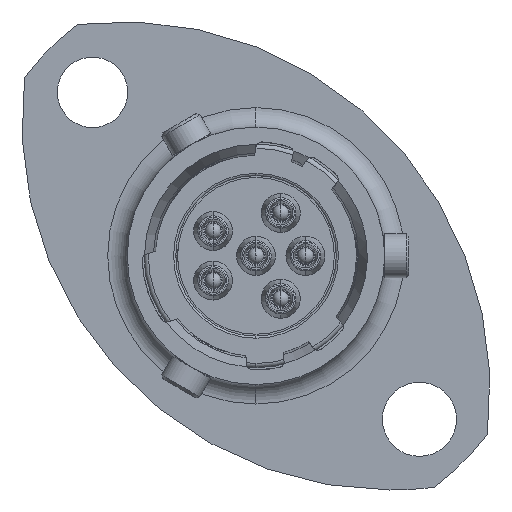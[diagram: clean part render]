
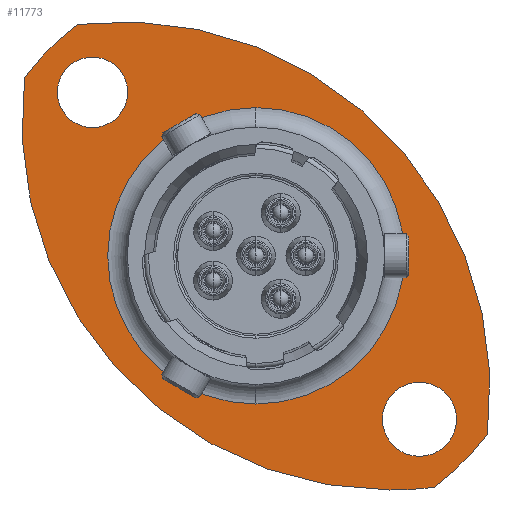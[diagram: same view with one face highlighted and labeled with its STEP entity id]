
A CAD part, left-side view. The second image highlights one B-rep face of the part: STEP entity #11773.
In plain terms, the highlighted planar face has unit normal (-1, 0, 0).
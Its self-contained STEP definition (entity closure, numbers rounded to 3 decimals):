
#35 = ORIENTED_EDGE ( 'NONE', *, *, #12797, .T. ) ;
#42 = CARTESIAN_POINT ( 'NONE',  ( 15.98, -8.248, -10.687 ) ) ;
#69 = DIRECTION ( 'NONE',  ( -1., 0., 0. ) ) ;
#173 = EDGE_CURVE ( 'NONE', #14622, #17966, #5647, .T. ) ;
#351 = CARTESIAN_POINT ( 'NONE',  ( 15.98, -6.187, 6.187 ) ) ;
#606 = DIRECTION ( 'NONE',  ( 0., 0., -1. ) ) ;
#793 = CIRCLE ( 'NONE', #12181, 13.5 ) ;
#1095 = CARTESIAN_POINT ( 'NONE',  ( 15.98, 7.548, 7.548 ) ) ;
#1260 = ORIENTED_EDGE ( 'NONE', *, *, #4714, .T. ) ;
#1417 = ORIENTED_EDGE ( 'NONE', *, *, #18160, .F. ) ;
#1787 = VERTEX_POINT ( 'NONE', #3941 ) ;
#1851 = DIRECTION ( 'NONE',  ( -1., 0., 0. ) ) ;
#2065 = VERTEX_POINT ( 'NONE', #10295 ) ;
#2150 = VERTEX_POINT ( 'NONE', #3974 ) ;
#2274 = CIRCLE ( 'NONE', #11509, 17. ) ;
#2629 = EDGE_CURVE ( 'NONE', #2150, #1787, #16773, .T. ) ;
#2865 = VERTEX_POINT ( 'NONE', #17653 ) ;
#2910 = PLANE ( 'NONE',  #13774 ) ;
#2973 = DIRECTION ( 'NONE',  ( 1., 0., 0. ) ) ;
#3062 = CARTESIAN_POINT ( 'NONE',  ( 15.98, 0., 0. ) ) ;
#3174 = DIRECTION ( 'NONE',  ( 0., 0., -1. ) ) ;
#3344 = DIRECTION ( 'NONE',  ( -1., 0., 0. ) ) ;
#3368 = EDGE_LOOP ( 'NONE', ( #8336, #35, #7305, #18789, #1260 ) ) ;
#3479 = DIRECTION ( 'NONE',  ( 0., 0., -1. ) ) ;
#3511 = FACE_BOUND ( 'NONE', #14297, .T. ) ;
#3643 = EDGE_LOOP ( 'NONE', ( #5933, #3918 ) ) ;
#3730 = EDGE_CURVE ( 'NONE', #1787, #2150, #8944, .T. ) ;
#3897 = VERTEX_POINT ( 'NONE', #6831 ) ;
#3918 = ORIENTED_EDGE ( 'NONE', *, *, #3730, .T. ) ;
#3941 = CARTESIAN_POINT ( 'NONE',  ( 15.98, 0., 6.845 ) ) ;
#3974 = CARTESIAN_POINT ( 'NONE',  ( 15.98, 0., -6.845 ) ) ;
#4057 = VERTEX_POINT ( 'NONE', #8643 ) ;
#4082 = EDGE_CURVE ( 'NONE', #2065, #5068, #2274, .T. ) ;
#4245 = DIRECTION ( 'NONE',  ( -1., 0., 0. ) ) ;
#4621 = CARTESIAN_POINT ( 'NONE',  ( 15.98, 7.548, 9.173 ) ) ;
#4635 = VERTEX_POINT ( 'NONE', #4621 ) ;
#4714 = EDGE_CURVE ( 'NONE', #5068, #14622, #793, .T. ) ;
#4717 = DIRECTION ( 'NONE',  ( 0., 0., 1. ) ) ;
#4954 = CIRCLE ( 'NONE', #15196, 17. ) ;
#5068 = VERTEX_POINT ( 'NONE', #14717 ) ;
#5647 = CIRCLE ( 'NONE', #10272, 17. ) ;
#5933 = ORIENTED_EDGE ( 'NONE', *, *, #2629, .T. ) ;
#6819 = CARTESIAN_POINT ( 'NONE',  ( 15.98, -6.187, -10.813 ) ) ;
#6831 = CARTESIAN_POINT ( 'NONE',  ( 15.98, -7.548, -9.26 ) ) ;
#6848 = FACE_OUTER_BOUND ( 'NONE', #3368, .T. ) ;
#6930 = DIRECTION ( 'NONE',  ( -1., 0., 0. ) ) ;
#7305 = ORIENTED_EDGE ( 'NONE', *, *, #7769, .T. ) ;
#7381 = DIRECTION ( 'NONE',  ( 0., 0., -1. ) ) ;
#7490 = AXIS2_PLACEMENT_3D ( 'NONE', #16495, #69, #4717 ) ;
#7531 = DIRECTION ( 'NONE',  ( -1., 0., 0. ) ) ;
#7549 = FACE_BOUND ( 'NONE', #8515, .T. ) ;
#7769 = EDGE_CURVE ( 'NONE', #9116, #2065, #17836, .T. ) ;
#8182 = ORIENTED_EDGE ( 'NONE', *, *, #14212, .F. ) ;
#8209 = CARTESIAN_POINT ( 'NONE',  ( 15.98, 0., 0. ) ) ;
#8336 = ORIENTED_EDGE ( 'NONE', *, *, #173, .T. ) ;
#8515 = EDGE_LOOP ( 'NONE', ( #1417, #8182 ) ) ;
#8643 = CARTESIAN_POINT ( 'NONE',  ( 15.98, 7.548, 5.923 ) ) ;
#8679 = DIRECTION ( 'NONE',  ( 0., 0., -1. ) ) ;
#8715 = CARTESIAN_POINT ( 'NONE',  ( 15.98, -7.548, -7.548 ) ) ;
#8944 = CIRCLE ( 'NONE', #13623, 6.845 ) ;
#8948 = EDGE_CURVE ( 'NONE', #4057, #4635, #18056, .T. ) ;
#9116 = VERTEX_POINT ( 'NONE', #42 ) ;
#9400 = AXIS2_PLACEMENT_3D ( 'NONE', #15875, #6930, #8679 ) ;
#9454 = EDGE_CURVE ( 'NONE', #4635, #4057, #11516, .T. ) ;
#9885 = FACE_BOUND ( 'NONE', #3643, .T. ) ;
#10150 = DIRECTION ( 'NONE',  ( 0., 0., -1. ) ) ;
#10272 = AXIS2_PLACEMENT_3D ( 'NONE', #13857, #3344, #3479 ) ;
#10295 = CARTESIAN_POINT ( 'NONE',  ( 15.98, -10.687, -8.248 ) ) ;
#10340 = DIRECTION ( 'NONE',  ( 1., 0., 0. ) ) ;
#10450 = DIRECTION ( 'NONE',  ( 0., 0., -1. ) ) ;
#11193 = CIRCLE ( 'NONE', #17881, 1.712 ) ;
#11349 = ORIENTED_EDGE ( 'NONE', *, *, #9454, .F. ) ;
#11509 = AXIS2_PLACEMENT_3D ( 'NONE', #16690, #15008, #15143 ) ;
#11516 = CIRCLE ( 'NONE', #9400, 1.625 ) ;
#11697 = CARTESIAN_POINT ( 'NONE',  ( 15.98, 10.687, 8.248 ) ) ;
#11773 = ADVANCED_FACE ( 'NONE', ( #9885, #7549, #3511, #6848 ), #2910, .F. ) ;
#11780 = DIRECTION ( 'NONE',  ( -1., 0., 0. ) ) ;
#11873 = CARTESIAN_POINT ( 'NONE',  ( 15.98, -7.548, -7.548 ) ) ;
#12181 = AXIS2_PLACEMENT_3D ( 'NONE', #3062, #7531, #19450 ) ;
#12483 = DIRECTION ( 'NONE',  ( 1., 0., 0. ) ) ;
#12797 = EDGE_CURVE ( 'NONE', #17966, #9116, #4954, .T. ) ;
#13349 = CIRCLE ( 'NONE', #18207, 1.712 ) ;
#13623 = AXIS2_PLACEMENT_3D ( 'NONE', #8209, #12483, #606 ) ;
#13774 = AXIS2_PLACEMENT_3D ( 'NONE', #17857, #2973, #7381 ) ;
#13857 = CARTESIAN_POINT ( 'NONE',  ( 15.98, -6.187, 6.187 ) ) ;
#14212 = EDGE_CURVE ( 'NONE', #2865, #3897, #11193, .T. ) ;
#14297 = EDGE_LOOP ( 'NONE', ( #16060, #11349 ) ) ;
#14622 = VERTEX_POINT ( 'NONE', #11697 ) ;
#14717 = CARTESIAN_POINT ( 'NONE',  ( 15.98, 8.248, 10.687 ) ) ;
#15008 = DIRECTION ( 'NONE',  ( -1., 0., 0. ) ) ;
#15143 = DIRECTION ( 'NONE',  ( 0., 0., -1. ) ) ;
#15196 = AXIS2_PLACEMENT_3D ( 'NONE', #351, #1851, #3174 ) ;
#15875 = CARTESIAN_POINT ( 'NONE',  ( 15.98, 7.548, 7.548 ) ) ;
#15882 = AXIS2_PLACEMENT_3D ( 'NONE', #1095, #4245, #10150 ) ;
#16060 = ORIENTED_EDGE ( 'NONE', *, *, #8948, .F. ) ;
#16213 = DIRECTION ( 'NONE',  ( 0., 0., -1. ) ) ;
#16245 = DIRECTION ( 'NONE',  ( -1., 0., 0. ) ) ;
#16495 = CARTESIAN_POINT ( 'NONE',  ( 15.98, 0., 0. ) ) ;
#16690 = CARTESIAN_POINT ( 'NONE',  ( 15.98, 6.187, -6.187 ) ) ;
#16773 = CIRCLE ( 'NONE', #17561, 6.845 ) ;
#17533 = DIRECTION ( 'NONE',  ( 0., 0., -1. ) ) ;
#17561 = AXIS2_PLACEMENT_3D ( 'NONE', #17753, #10340, #16213 ) ;
#17653 = CARTESIAN_POINT ( 'NONE',  ( 15.98, -7.548, -5.837 ) ) ;
#17753 = CARTESIAN_POINT ( 'NONE',  ( 15.98, 0., 0. ) ) ;
#17836 = CIRCLE ( 'NONE', #7490, 13.5 ) ;
#17857 = CARTESIAN_POINT ( 'NONE',  ( 15.98, 5.945, 0. ) ) ;
#17881 = AXIS2_PLACEMENT_3D ( 'NONE', #11873, #16245, #10450 ) ;
#17966 = VERTEX_POINT ( 'NONE', #6819 ) ;
#18056 = CIRCLE ( 'NONE', #15882, 1.625 ) ;
#18160 = EDGE_CURVE ( 'NONE', #3897, #2865, #13349, .T. ) ;
#18207 = AXIS2_PLACEMENT_3D ( 'NONE', #8715, #11780, #17533 ) ;
#18789 = ORIENTED_EDGE ( 'NONE', *, *, #4082, .T. ) ;
#19450 = DIRECTION ( 'NONE',  ( 0., 0., 1. ) ) ;
